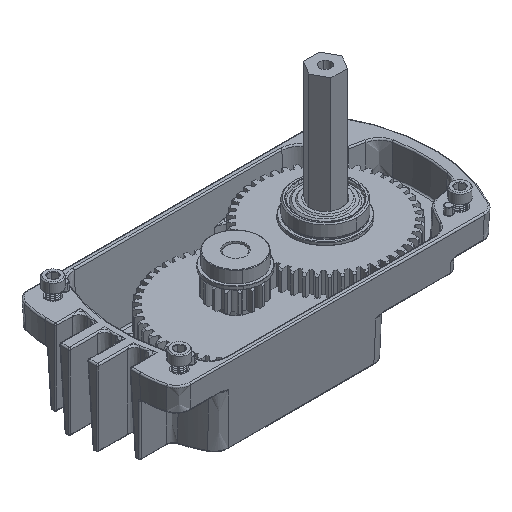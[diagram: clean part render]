
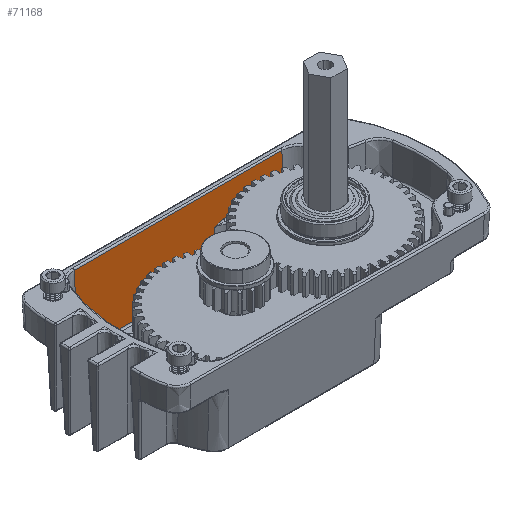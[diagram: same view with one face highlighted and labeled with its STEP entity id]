
A CAD part, isometric view. The second image highlights one B-rep face of the part: STEP entity #71168.
In plain terms, the highlighted face is planar.
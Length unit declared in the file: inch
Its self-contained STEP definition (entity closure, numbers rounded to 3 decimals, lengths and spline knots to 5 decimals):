
#1384 = ORIENTED_EDGE ( 'NONE', *, *, #69676, .T. ) ;
#1470 = CARTESIAN_POINT ( 'NONE',  ( 1.32966, -0.9831, -0.58246 ) ) ;
#3980 = ORIENTED_EDGE ( 'NONE', *, *, #49641, .T. ) ;
#5260 = VERTEX_POINT ( 'NONE', #37281 ) ;
#5541 = CARTESIAN_POINT ( 'NONE',  ( 1.31028, 0.90681, -1.13739 ) ) ;
#6557 = LINE ( 'NONE', #66918, #83872 ) ;
#7047 = DIRECTION ( 'NONE',  ( 0., 1., 0. ) ) ;
#8641 = VERTEX_POINT ( 'NONE', #56724 ) ;
#8760 = B_SPLINE_CURVE_WITH_KNOTS ( 'NONE', 3,
 ( #72803, #87675, #64931, #94615, #11473, #56986, #36164, #42626 ),
 .UNSPECIFIED., .F., .F.,
 ( 4, 2, 2, 4 ),
 ( -0.00001, 0.00155, 0.00232, 0.0031 ),
 .UNSPECIFIED. ) ;
#8877 = CARTESIAN_POINT ( 'NONE',  ( 1.30492, -0.60779, -1.29087 ) ) ;
#11473 = CARTESIAN_POINT ( 'NONE',  ( 1.3113, -0.68796, -1.10819 ) ) ;
#11827 = EDGE_LOOP ( 'NONE', ( #88806, #47983, #72794, #34449, #48818, #67069, #20281, #91530, #3980, #25168, #1384, #35976, #45516 ) ) ;
#12211 = EDGE_CURVE ( 'NONE', #35202, #82633, #60369, .T. ) ;
#12344 = CARTESIAN_POINT ( 'NONE',  ( 1.30492, 0.87803, -1.29087 ) ) ;
#13326 = DIRECTION ( 'NONE',  ( 0.035, 0., 0.999 ) ) ;
#13572 = LINE ( 'NONE', #20536, #53803 ) ;
#13919 = CARTESIAN_POINT ( 'NONE',  ( 1.3115, 0.98016, -1.10256 ) ) ;
#14417 = CARTESIAN_POINT ( 'NONE',  ( 1.30987, 0.89011, -1.14913 ) ) ;
#16235 = CARTESIAN_POINT ( 'NONE',  ( 1.35012, -2.17859, 0.00354 ) ) ;
#16266 = CARTESIAN_POINT ( 'NONE',  ( 1.31156, -0.82631, -1.10087 ) ) ;
#17931 = VERTEX_POINT ( 'NONE', #12344 ) ;
#18998 = CARTESIAN_POINT ( 'NONE',  ( 1.30498, 0.87817, -1.28924 ) ) ;
#19055 = EDGE_CURVE ( 'NONE', #74326, #35202, #46035, .T. ) ;
#20281 = ORIENTED_EDGE ( 'NONE', *, *, #22827, .T. ) ;
#20387 = CARTESIAN_POINT ( 'NONE',  ( 1.31156, 0.99023, -1.10087 ) ) ;
#20536 = CARTESIAN_POINT ( 'NONE',  ( 1.33017, -0.95614, -0.56779 ) ) ;
#21356 = CARTESIAN_POINT ( 'NONE',  ( 1.31116, 0.9509, -1.11213 ) ) ;
#21756 = CARTESIAN_POINT ( 'NONE',  ( 1.35, -0.82631, 0. ) ) ;
#22235 = CARTESIAN_POINT ( 'NONE',  ( 1.33088, -1.09644, -0.54766 ) ) ;
#22370 = CARTESIAN_POINT ( 'NONE',  ( 1.31156, -0.72809, -1.10087 ) ) ;
#22827 = EDGE_CURVE ( 'NONE', #82633, #96812, #31574, .T. ) ;
#23224 = LINE ( 'NONE', #16266, #26281 ) ;
#24075 = CARTESIAN_POINT ( 'NONE',  ( 1.3305, 1.51037, -0.55847 ) ) ;
#24398 = DIRECTION ( 'NONE',  ( 0., -1., 0. ) ) ;
#25168 = ORIENTED_EDGE ( 'NONE', *, *, #75474, .T. ) ;
#26281 = VECTOR ( 'NONE', #53382, 39.37008 ) ;
#28257 = CARTESIAN_POINT ( 'NONE',  ( 1.31069, 0.92364, -1.12575 ) ) ;
#29243 = CARTESIAN_POINT ( 'NONE',  ( 1.3113, 0.96042, -1.10819 ) ) ;
#31574 = LINE ( 'NONE', #16235, #50761 ) ;
#31592 = CARTESIAN_POINT ( 'NONE',  ( 1.33094, -1.11112, -0.54587 ) ) ;
#31964 = CARTESIAN_POINT ( 'NONE',  ( 1.34294, 1.51847, -0.20224 ) ) ;
#32863 = EDGE_CURVE ( 'NONE', #8641, #45102, #8760, .T. ) ;
#34449 = ORIENTED_EDGE ( 'NONE', *, *, #68458, .T. ) ;
#35132 = DIRECTION ( 'NONE',  ( 0., -1., 0. ) ) ;
#35202 = VERTEX_POINT ( 'NONE', #57433 ) ;
#35976 = ORIENTED_EDGE ( 'NONE', *, *, #78248, .T. ) ;
#36164 = CARTESIAN_POINT ( 'NONE',  ( 1.31156, -0.71774, -1.10087 ) ) ;
#37281 = CARTESIAN_POINT ( 'NONE',  ( 1.34916, 1.5225, -0.02413 ) ) ;
#38419 = CARTESIAN_POINT ( 'NONE',  ( 1.31787, 1.50213, -0.92007 ) ) ;
#38536 = CARTESIAN_POINT ( 'NONE',  ( 1.33054, -1.05305, -0.55724 ) ) ;
#40373 = CARTESIAN_POINT ( 'NONE',  ( 1.31156, 1.49799, -1.10087 ) ) ;
#42573 = CARTESIAN_POINT ( 'NONE',  ( 1.31156, 1.00058, -1.10087 ) ) ;
#42626 = CARTESIAN_POINT ( 'NONE',  ( 1.31156, -0.72809, -1.10087 ) ) ;
#43522 = CARTESIAN_POINT ( 'NONE',  ( 1.33094, -0.82631, -0.54587 ) ) ;
#43528 = CARTESIAN_POINT ( 'NONE',  ( 1.30492, -0.6061, -1.29087 ) ) ;
#43989 = PLANE ( 'NONE',  #90024 ) ;
#45102 = VERTEX_POINT ( 'NONE', #22370 ) ;
#45516 = ORIENTED_EDGE ( 'NONE', *, *, #61682, .T. ) ;
#46035 = B_SPLINE_CURVE_WITH_KNOTS ( 'NONE', 3,
 ( #68708, #1470, #59847, #38536, #60341, #22235, #31592, #51890 ),
 .UNSPECIFIED., .F., .F.,
 ( 4, 2, 2, 4 ),
 ( -0.00002, 0.00225, 0.00339, 0.00452 ),
 .UNSPECIFIED. ) ;
#47983 = ORIENTED_EDGE ( 'NONE', *, *, #32863, .T. ) ;
#48818 = ORIENTED_EDGE ( 'NONE', *, *, #19055, .T. ) ;
#49641 = EDGE_CURVE ( 'NONE', #5260, #66106, #78421, .T. ) ;
#50761 = VECTOR ( 'NONE', #59831, 39.37008 ) ;
#51890 = CARTESIAN_POINT ( 'NONE',  ( 1.33094, -1.12611, -0.54587 ) ) ;
#52205 = CARTESIAN_POINT ( 'NONE',  ( 1.33094, -2.16742, -0.54587 ) ) ;
#52508 = B_SPLINE_CURVE_WITH_KNOTS ( 'NONE', 3,
 ( #89158, #20387, #13919, #29243, #21356, #28257, #5541, #14417 ),
 .UNSPECIFIED., .F., .F.,
 ( 4, 2, 2, 4 ),
 ( 0., 0.00078, 0.00156, 0.00311 ),
 .UNSPECIFIED. ) ;
#53382 = DIRECTION ( 'NONE',  ( 0., -1., 0. ) ) ;
#53803 = VECTOR ( 'NONE', #95745, 39.37008 ) ;
#55199 = CARTESIAN_POINT ( 'NONE',  ( 1.33672, 1.51443, -0.38036 ) ) ;
#56724 = CARTESIAN_POINT ( 'NONE',  ( 1.30987, -0.61772, -1.14913 ) ) ;
#56986 = CARTESIAN_POINT ( 'NONE',  ( 1.3115, -0.70768, -1.10256 ) ) ;
#57357 = VECTOR ( 'NONE', #24398, 39.37008 ) ;
#57433 = CARTESIAN_POINT ( 'NONE',  ( 1.33094, -1.12611, -0.54587 ) ) ;
#58307 = VERTEX_POINT ( 'NONE', #72834 ) ;
#59563 = VECTOR ( 'NONE', #35132, 39.37008 ) ;
#59831 = DIRECTION ( 'NONE',  ( 0.035, -0.02, 0.999 ) ) ;
#59847 = CARTESIAN_POINT ( 'NONE',  ( 1.33006, -1.01055, -0.57089 ) ) ;
#60341 = CARTESIAN_POINT ( 'NONE',  ( 1.33068, -1.06742, -0.55332 ) ) ;
#60369 = LINE ( 'NONE', #43522, #75025 ) ;
#60632 = EDGE_CURVE ( 'NONE', #45102, #92438, #23224, .T. ) ;
#61255 = VECTOR ( 'NONE', #85125, 39.37008 ) ;
#61682 = EDGE_CURVE ( 'NONE', #17931, #92260, #95048, .T. ) ;
#61759 = VERTEX_POINT ( 'NONE', #42573 ) ;
#62500 = CARTESIAN_POINT ( 'NONE',  ( 1.31156, -0.82631, -1.10087 ) ) ;
#63347 = CARTESIAN_POINT ( 'NONE',  ( 1.35031, -0.69881, 0.00892 ) ) ;
#64931 = CARTESIAN_POINT ( 'NONE',  ( 1.31069, -0.65121, -1.12574 ) ) ;
#65805 = FACE_OUTER_BOUND ( 'NONE', #11827, .T. ) ;
#66106 = VERTEX_POINT ( 'NONE', #66130 ) ;
#66130 = CARTESIAN_POINT ( 'NONE',  ( 1.31156, 1.49799, -1.10087 ) ) ;
#66918 = CARTESIAN_POINT ( 'NONE',  ( 1.34916, -0.82631, -0.02413 ) ) ;
#67069 = ORIENTED_EDGE ( 'NONE', *, *, #12211, .T. ) ;
#68458 = EDGE_CURVE ( 'NONE', #92438, #74326, #13572, .T. ) ;
#68708 = CARTESIAN_POINT ( 'NONE',  ( 1.32925, -0.95571, -0.59413 ) ) ;
#69676 = EDGE_CURVE ( 'NONE', #61759, #58307, #52508, .T. ) ;
#70060 = VECTOR ( 'NONE', #85805, 39.37008 ) ;
#71168 = ADVANCED_FACE ( 'NONE', ( #65805 ), #43989, .T. ) ;
#72209 = EDGE_CURVE ( 'NONE', #96812, #5260, #6557, .T. ) ;
#72794 = ORIENTED_EDGE ( 'NONE', *, *, #60632, .T. ) ;
#72803 = CARTESIAN_POINT ( 'NONE',  ( 1.30987, -0.61772, -1.14913 ) ) ;
#72834 = CARTESIAN_POINT ( 'NONE',  ( 1.30987, 0.89011, -1.14913 ) ) ;
#73704 = DIRECTION ( 'NONE',  ( 0., -1., 0. ) ) ;
#74326 = VERTEX_POINT ( 'NONE', #85836 ) ;
#75025 = VECTOR ( 'NONE', #73704, 39.37008 ) ;
#75474 = EDGE_CURVE ( 'NONE', #66106, #61759, #85252, .T. ) ;
#78248 = EDGE_CURVE ( 'NONE', #58307, #17931, #93746, .T. ) ;
#78421 = B_SPLINE_CURVE_WITH_KNOTS ( 'NONE', 3,
 ( #84922, #31964, #55199, #24075, #83449, #38419, #40373 ),
 .UNSPECIFIED., .F., .F.,
 ( 4, 3, 4 ),
 ( 0.00061, 0.0142, 0.02799 ),
 .UNSPECIFIED. ) ;
#82633 = VERTEX_POINT ( 'NONE', #52205 ) ;
#83449 = CARTESIAN_POINT ( 'NONE',  ( 1.32418, 1.50626, -0.73927 ) ) ;
#83872 = VECTOR ( 'NONE', #7047, 39.37008 ) ;
#84729 = EDGE_CURVE ( 'NONE', #92260, #8641, #94016, .T. ) ;
#84922 = CARTESIAN_POINT ( 'NONE',  ( 1.34916, 1.5225, -0.02413 ) ) ;
#85125 = DIRECTION ( 'NONE',  ( 0.035, -0.07, 0.997 ) ) ;
#85252 = LINE ( 'NONE', #62500, #57357 ) ;
#85805 = DIRECTION ( 'NONE',  ( -0.035, -0.085, -0.996 ) ) ;
#85836 = CARTESIAN_POINT ( 'NONE',  ( 1.32925, -0.95571, -0.59413 ) ) ;
#87675 = CARTESIAN_POINT ( 'NONE',  ( 1.31028, -0.63441, -1.13738 ) ) ;
#88806 = ORIENTED_EDGE ( 'NONE', *, *, #84729, .T. ) ;
#89062 = DIRECTION ( 'NONE',  ( -0.999, 0., 0.035 ) ) ;
#89158 = CARTESIAN_POINT ( 'NONE',  ( 1.31156, 1.00058, -1.10087 ) ) ;
#90024 = AXIS2_PLACEMENT_3D ( 'NONE', #21756, #89062, #13326 ) ;
#91530 = ORIENTED_EDGE ( 'NONE', *, *, #72209, .T. ) ;
#92131 = CARTESIAN_POINT ( 'NONE',  ( 1.34916, -2.17803, -0.02413 ) ) ;
#92260 = VERTEX_POINT ( 'NONE', #8877 ) ;
#92438 = VERTEX_POINT ( 'NONE', #92505 ) ;
#92505 = CARTESIAN_POINT ( 'NONE',  ( 1.31156, -0.94758, -1.10087 ) ) ;
#93746 = LINE ( 'NONE', #18998, #70060 ) ;
#94016 = LINE ( 'NONE', #63347, #61255 ) ;
#94615 = CARTESIAN_POINT ( 'NONE',  ( 1.31116, -0.67845, -1.11212 ) ) ;
#95048 = LINE ( 'NONE', #43528, #59563 ) ;
#95745 = DIRECTION ( 'NONE',  ( 0.035, -0.016, 0.999 ) ) ;
#96812 = VERTEX_POINT ( 'NONE', #92131 ) ;
